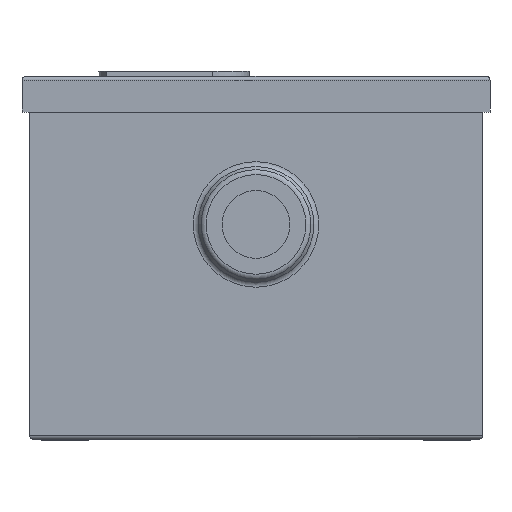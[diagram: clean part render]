
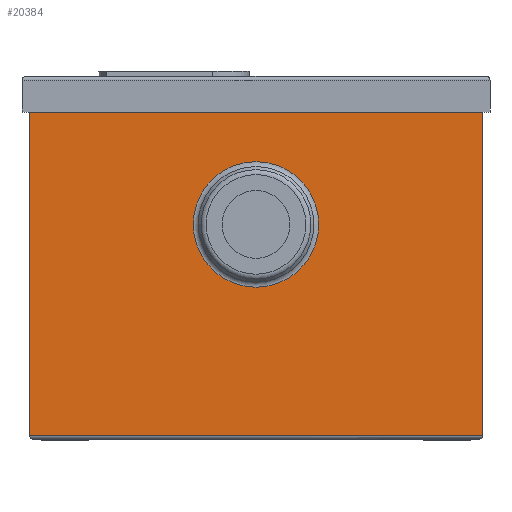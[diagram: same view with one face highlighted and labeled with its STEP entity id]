
A CAD part, front view. The second image highlights one B-rep face of the part: STEP entity #20384.
In plain terms, the highlighted planar face has unit normal (0, -1, 0).
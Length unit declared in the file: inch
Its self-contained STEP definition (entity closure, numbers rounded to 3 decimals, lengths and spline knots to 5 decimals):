
#1310 = LINE ( 'NONE', #6250, #26033 ) ;
#2301 = CARTESIAN_POINT ( 'NONE',  ( 3.75, -10., 5.40551 ) ) ;
#2347 = ORIENTED_EDGE ( 'NONE', *, *, #26442, .T. ) ;
#2410 = CARTESIAN_POINT ( 'NONE',  ( 0., -10., 2.51054 ) ) ;
#3023 = LINE ( 'NONE', #23790, #9676 ) ;
#3027 = EDGE_LOOP ( 'NONE', ( #2347 ) ) ;
#3148 = CARTESIAN_POINT ( 'NONE',  ( 0., -10., 3.54843 ) ) ;
#3596 = DIRECTION ( 'NONE',  ( 0., 0., -1. ) ) ;
#3836 = LINE ( 'NONE', #4138, #8010 ) ;
#4138 = CARTESIAN_POINT ( 'NONE',  ( 3.75, -10., 0. ) ) ;
#5263 = VERTEX_POINT ( 'NONE', #21886 ) ;
#5326 = VERTEX_POINT ( 'NONE', #2301 ) ;
#6250 = CARTESIAN_POINT ( 'NONE',  ( -3.75, -10., 0. ) ) ;
#6289 = LINE ( 'NONE', #8424, #25613 ) ;
#7077 = VERTEX_POINT ( 'NONE', #21065 ) ;
#8010 = VECTOR ( 'NONE', #17564, 39.37008 ) ;
#8297 = FACE_OUTER_BOUND ( 'NONE', #15141, .T. ) ;
#8424 = CARTESIAN_POINT ( 'NONE',  ( -3.75, -10., 0.06299 ) ) ;
#8463 = PLANE ( 'NONE',  #20841 ) ;
#9501 = VERTEX_POINT ( 'NONE', #2410 ) ;
#9676 = VECTOR ( 'NONE', #19146, 39.37008 ) ;
#12171 = CIRCLE ( 'NONE', #26076, 1.03788 ) ;
#15141 = EDGE_LOOP ( 'NONE', ( #24057, #18034, #22107, #21607 ) ) ;
#17012 = DIRECTION ( 'NONE',  ( 0., 1., 0. ) ) ;
#17564 = DIRECTION ( 'NONE',  ( 0., 0., -1. ) ) ;
#17783 = EDGE_CURVE ( 'NONE', #5326, #7077, #3023, .T. ) ;
#18034 = ORIENTED_EDGE ( 'NONE', *, *, #26662, .T. ) ;
#19146 = DIRECTION ( 'NONE',  ( -1., 0., 0. ) ) ;
#19661 = DIRECTION ( 'NONE',  ( 0., 0., 1. ) ) ;
#19897 = CARTESIAN_POINT ( 'NONE',  ( -3.75, -10., 0. ) ) ;
#20384 = ADVANCED_FACE ( 'NONE', ( #29211, #8297 ), #8463, .T. ) ;
#20841 = AXIS2_PLACEMENT_3D ( 'NONE', #19897, #29058, #24697 ) ;
#21065 = CARTESIAN_POINT ( 'NONE',  ( -3.75, -10., 5.40551 ) ) ;
#21607 = ORIENTED_EDGE ( 'NONE', *, *, #17783, .T. ) ;
#21886 = CARTESIAN_POINT ( 'NONE',  ( 3.75, -10., 0.06299 ) ) ;
#22107 = ORIENTED_EDGE ( 'NONE', *, *, #28195, .F. ) ;
#23790 = CARTESIAN_POINT ( 'NONE',  ( 0., -10., 5.40551 ) ) ;
#24057 = ORIENTED_EDGE ( 'NONE', *, *, #25773, .F. ) ;
#24496 = DIRECTION ( 'NONE',  ( 1., 0., 0. ) ) ;
#24697 = DIRECTION ( 'NONE',  ( 0., 0., -1. ) ) ;
#25613 = VECTOR ( 'NONE', #24496, 39.37008 ) ;
#25773 = EDGE_CURVE ( 'NONE', #27069, #7077, #1310, .T. ) ;
#26033 = VECTOR ( 'NONE', #19661, 39.37008 ) ;
#26076 = AXIS2_PLACEMENT_3D ( 'NONE', #3148, #17012, #3596 ) ;
#26442 = EDGE_CURVE ( 'NONE', #9501, #9501, #12171, .T. ) ;
#26583 = CARTESIAN_POINT ( 'NONE',  ( -3.75, -10., 0.06299 ) ) ;
#26662 = EDGE_CURVE ( 'NONE', #27069, #5263, #6289, .T. ) ;
#27069 = VERTEX_POINT ( 'NONE', #26583 ) ;
#28195 = EDGE_CURVE ( 'NONE', #5326, #5263, #3836, .T. ) ;
#29058 = DIRECTION ( 'NONE',  ( 0., -1., 0. ) ) ;
#29211 = FACE_BOUND ( 'NONE', #3027, .T. ) ;
